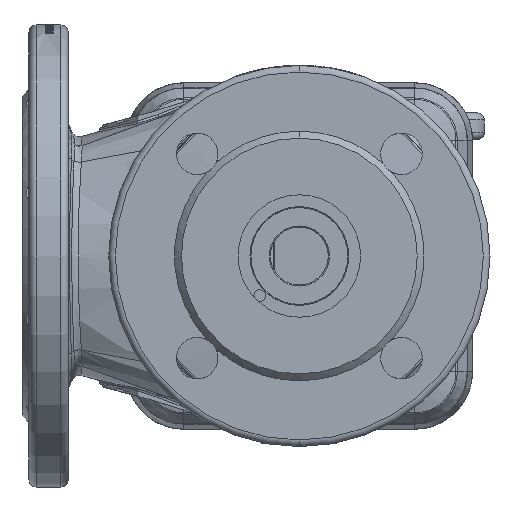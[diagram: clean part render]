
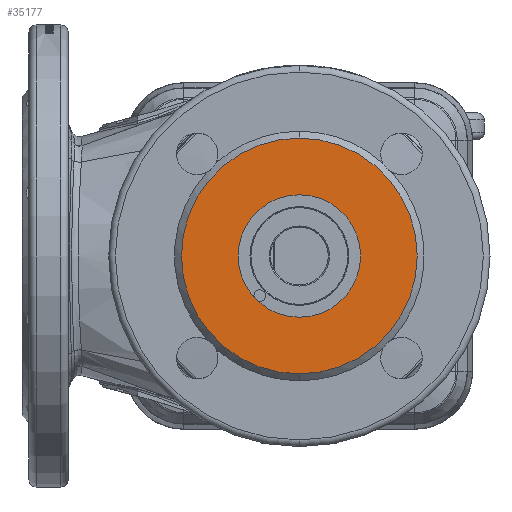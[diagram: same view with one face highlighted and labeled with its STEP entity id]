
A CAD part, front view. The second image highlights one B-rep face of the part: STEP entity #35177.
In plain terms, the highlighted planar face has unit normal (0, -1, 0).
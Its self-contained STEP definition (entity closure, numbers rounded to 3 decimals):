
#29 = AXIS2_PLACEMENT_3D ( 'NONE', #20098, #76632, #8515 ) ;
#543 = EDGE_CURVE ( 'NONE', #203587, #138882, #207231, .T. ) ;
#2155 = CIRCLE ( 'NONE', #165810, 51. ) ;
#7766 = EDGE_CURVE ( 'NONE', #185818, #140400, #124596, .T. ) ;
#8515 = DIRECTION ( 'NONE',  ( 0., 0., 1. ) ) ;
#17927 = DIRECTION ( 'NONE',  ( 0., 0., 1. ) ) ;
#19021 = CARTESIAN_POINT ( 'NONE',  ( 0., -150., 0. ) ) ;
#20098 = CARTESIAN_POINT ( 'NONE',  ( 0., -150., 0. ) ) ;
#23168 = CARTESIAN_POINT ( 'NONE',  ( 0., -150., 0. ) ) ;
#31730 = DIRECTION ( 'NONE',  ( 0., 0., -1. ) ) ;
#35177 = ADVANCED_FACE ( 'NONE', ( #115309, #217677 ), #132000, .T. ) ;
#37021 = CARTESIAN_POINT ( 'NONE',  ( 0., -150., 0. ) ) ;
#42119 = CARTESIAN_POINT ( 'NONE',  ( 0., -150., 51. ) ) ;
#46901 = EDGE_LOOP ( 'NONE', ( #54298, #100972 ) ) ;
#54298 = ORIENTED_EDGE ( 'NONE', *, *, #543, .F. ) ;
#57083 = CARTESIAN_POINT ( 'NONE',  ( 0., -150., -51. ) ) ;
#76632 = DIRECTION ( 'NONE',  ( 0., 1., 0. ) ) ;
#90059 = DIRECTION ( 'NONE',  ( 0., 0., 1. ) ) ;
#90084 = AXIS2_PLACEMENT_3D ( 'NONE', #19021, #206009, #17927 ) ;
#91167 = DIRECTION ( 'NONE',  ( 0., 1., 0. ) ) ;
#92209 = CARTESIAN_POINT ( 'NONE',  ( 0., -150., 26.5 ) ) ;
#95633 = CIRCLE ( 'NONE', #149118, 26.5 ) ;
#96414 = CARTESIAN_POINT ( 'NONE',  ( 0., -150., 0. ) ) ;
#98639 = DIRECTION ( 'NONE',  ( 0., -1., 0. ) ) ;
#100972 = ORIENTED_EDGE ( 'NONE', *, *, #136846, .F. ) ;
#113656 = ORIENTED_EDGE ( 'NONE', *, *, #7766, .T. ) ;
#115309 = FACE_BOUND ( 'NONE', #218442, .T. ) ;
#124596 = CIRCLE ( 'NONE', #29, 26.5 ) ;
#132000 = PLANE ( 'NONE',  #219338 ) ;
#135785 = CARTESIAN_POINT ( 'NONE',  ( 0., -150., -26.5 ) ) ;
#136846 = EDGE_CURVE ( 'NONE', #138882, #203587, #2155, .T. ) ;
#138882 = VERTEX_POINT ( 'NONE', #57083 ) ;
#140400 = VERTEX_POINT ( 'NONE', #135785 ) ;
#141637 = DIRECTION ( 'NONE',  ( 0., 1., 0. ) ) ;
#149118 = AXIS2_PLACEMENT_3D ( 'NONE', #37021, #141637, #207315 ) ;
#165810 = AXIS2_PLACEMENT_3D ( 'NONE', #23168, #91167, #90059 ) ;
#185818 = VERTEX_POINT ( 'NONE', #92209 ) ;
#192168 = ORIENTED_EDGE ( 'NONE', *, *, #209244, .T. ) ;
#203587 = VERTEX_POINT ( 'NONE', #42119 ) ;
#206009 = DIRECTION ( 'NONE',  ( 0., 1., 0. ) ) ;
#207231 = CIRCLE ( 'NONE', #90084, 51. ) ;
#207315 = DIRECTION ( 'NONE',  ( 0., 0., 1. ) ) ;
#209244 = EDGE_CURVE ( 'NONE', #140400, #185818, #95633, .T. ) ;
#217677 = FACE_OUTER_BOUND ( 'NONE', #46901, .T. ) ;
#218442 = EDGE_LOOP ( 'NONE', ( #113656, #192168 ) ) ;
#219338 = AXIS2_PLACEMENT_3D ( 'NONE', #96414, #98639, #31730 ) ;
